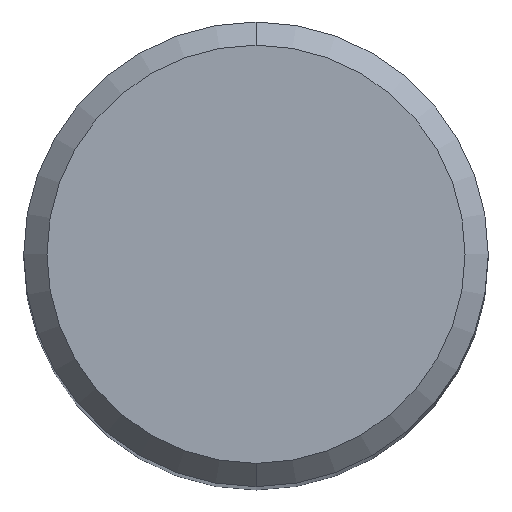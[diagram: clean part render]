
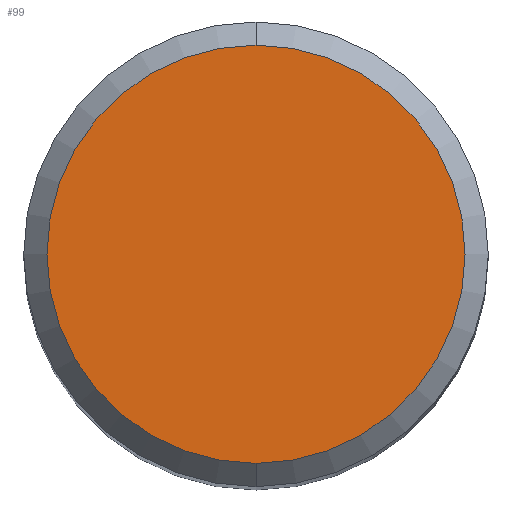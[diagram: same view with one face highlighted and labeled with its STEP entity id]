
A CAD part, top view. The second image highlights one B-rep face of the part: STEP entity #99.
In plain terms, the highlighted planar face has unit normal (0, 0, 1).
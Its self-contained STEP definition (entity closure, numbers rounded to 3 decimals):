
#99=ADVANCED_FACE('',(#250),#251,.T.);
#129=VERTEX_POINT('',#283);
#131=EDGE_CURVE('',#225,#129,#285,.T.);
#183=EDGE_CURVE('',#129,#225,#343,.T.);
#225=VERTEX_POINT('',#392);
#250=FACE_OUTER_BOUND('',#410,.T.);
#251=PLANE('',#411);
#283=CARTESIAN_POINT('',(0.0,3.6,0.0));
#285=CIRCLE('',#459,3.6);
#343=CIRCLE('',#534,3.6);
#392=CARTESIAN_POINT('',(0.,-3.6,0.0));
#410=EDGE_LOOP('',(#602,#603));
#411=AXIS2_PLACEMENT_3D('',#604,#605,#606);
#459=AXIS2_PLACEMENT_3D('',#634,#635,#636);
#534=AXIS2_PLACEMENT_3D('',#710,#711,#712);
#602=ORIENTED_EDGE('',*,*,#183,.F.);
#603=ORIENTED_EDGE('',*,*,#131,.F.);
#604=CARTESIAN_POINT('',(0.0,1.8,0.0));
#605=DIRECTION('',(-0.0,0.0,1.0));
#606=DIRECTION('',(0.0,-1.0,0.0));
#634=CARTESIAN_POINT('',(0.0,0.0,0.0));
#635=DIRECTION('',(0.0,0.0,-1.0));
#636=DIRECTION('',(0.0,1.0,0.0));
#710=CARTESIAN_POINT('',(0.0,0.0,0.0));
#711=DIRECTION('',(0.0,0.0,-1.0));
#712=DIRECTION('',(0.0,1.0,0.0));
